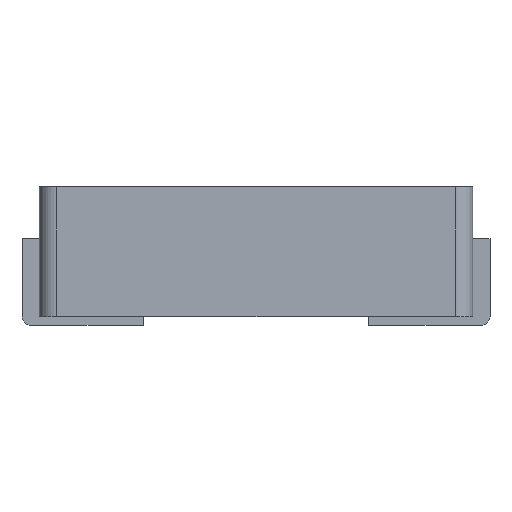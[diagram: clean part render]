
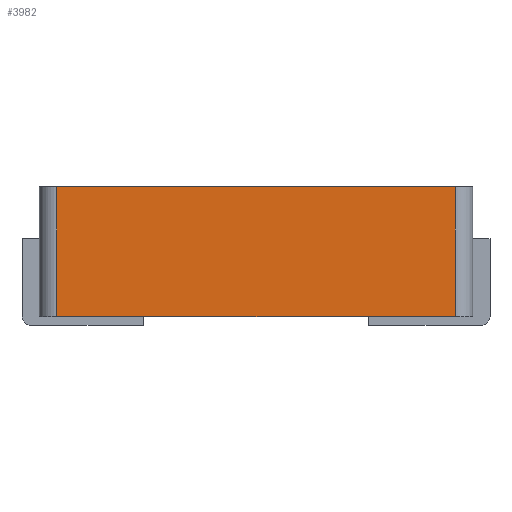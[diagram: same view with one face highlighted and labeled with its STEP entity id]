
A CAD part, front view. The second image highlights one B-rep face of the part: STEP entity #3982.
In plain terms, the highlighted planar face has unit normal (0, -1, 0).
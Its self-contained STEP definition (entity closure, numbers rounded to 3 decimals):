
#403 = EDGE_CURVE ( 'NONE', #13058, #13577, #20357, .T. ) ;
#412 = CARTESIAN_POINT ( 'NONE',  ( 2.3, -2.6, 0. ) ) ;
#547 = CARTESIAN_POINT ( 'NONE',  ( -2.3, -2.6, 1.5 ) ) ;
#878 = CARTESIAN_POINT ( 'NONE',  ( -2.5, -2.6, 1.5 ) ) ;
#1318 = CARTESIAN_POINT ( 'NONE',  ( -2.3, -2.6, 0. ) ) ;
#1600 = CARTESIAN_POINT ( 'NONE',  ( -2.5, -2.6, 0. ) ) ;
#1947 = ORIENTED_EDGE ( 'NONE', *, *, #16825, .T. ) ;
#2512 = DIRECTION ( 'NONE',  ( 0., 0., -1. ) ) ;
#3442 = EDGE_CURVE ( 'NONE', #14921, #18771, #5822, .T. ) ;
#3982 = ADVANCED_FACE ( 'NONE', ( #22263 ), #17248, .F. ) ;
#5233 = CARTESIAN_POINT ( 'NONE',  ( 2.3, -2.6, 1.5 ) ) ;
#5524 = CARTESIAN_POINT ( 'NONE',  ( -2.3, -2.6, 1.5 ) ) ;
#5761 = ORIENTED_EDGE ( 'NONE', *, *, #3442, .F. ) ;
#5822 = LINE ( 'NONE', #878, #11245 ) ;
#5840 = LINE ( 'NONE', #547, #16947 ) ;
#5929 = DIRECTION ( 'NONE',  ( 1., 0., 0. ) ) ;
#6260 = VECTOR ( 'NONE', #11792, 1000. ) ;
#7202 = AXIS2_PLACEMENT_3D ( 'NONE', #10273, #10156, #15408 ) ;
#8254 = ORIENTED_EDGE ( 'NONE', *, *, #403, .T. ) ;
#8612 = LINE ( 'NONE', #5233, #22439 ) ;
#10156 = DIRECTION ( 'NONE',  ( 0., 1., 0. ) ) ;
#10273 = CARTESIAN_POINT ( 'NONE',  ( -2.5, -2.6, 1.5 ) ) ;
#11245 = VECTOR ( 'NONE', #5929, 1000. ) ;
#11792 = DIRECTION ( 'NONE',  ( 1., 0., 0. ) ) ;
#13058 = VERTEX_POINT ( 'NONE', #1318 ) ;
#13577 = VERTEX_POINT ( 'NONE', #412 ) ;
#14077 = ORIENTED_EDGE ( 'NONE', *, *, #14449, .T. ) ;
#14449 = EDGE_CURVE ( 'NONE', #14921, #13058, #5840, .T. ) ;
#14921 = VERTEX_POINT ( 'NONE', #5524 ) ;
#15408 = DIRECTION ( 'NONE',  ( 0., 0., 1. ) ) ;
#15800 = EDGE_LOOP ( 'NONE', ( #8254, #1947, #5761, #14077 ) ) ;
#16825 = EDGE_CURVE ( 'NONE', #13577, #18771, #8612, .T. ) ;
#16947 = VECTOR ( 'NONE', #2512, 1000. ) ;
#17248 = PLANE ( 'NONE',  #7202 ) ;
#18771 = VERTEX_POINT ( 'NONE', #22564 ) ;
#19367 = DIRECTION ( 'NONE',  ( 0., 0., 1. ) ) ;
#20357 = LINE ( 'NONE', #1600, #6260 ) ;
#22263 = FACE_OUTER_BOUND ( 'NONE', #15800, .T. ) ;
#22439 = VECTOR ( 'NONE', #19367, 1000. ) ;
#22564 = CARTESIAN_POINT ( 'NONE',  ( 2.3, -2.6, 1.5 ) ) ;
